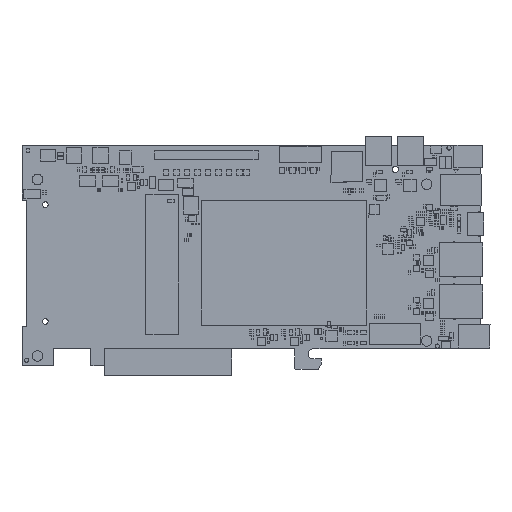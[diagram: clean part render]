
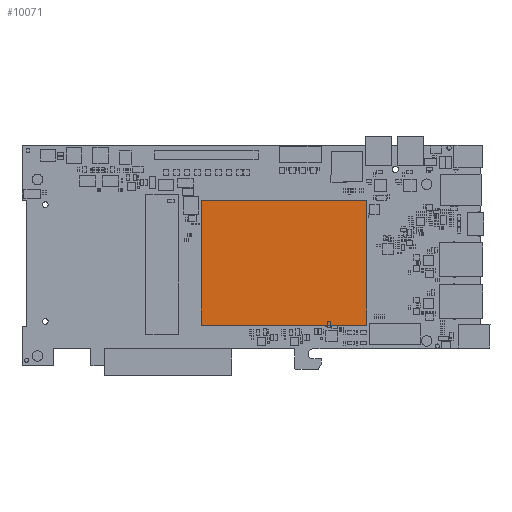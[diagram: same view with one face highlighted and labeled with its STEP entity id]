
A CAD part, top view. The second image highlights one B-rep face of the part: STEP entity #10071.
In plain terms, the highlighted planar face has unit normal (0, 0, 1).
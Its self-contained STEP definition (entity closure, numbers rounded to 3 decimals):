
#7436=FACE_OUTER_BOUND($,#8688,.F.);
#8688=EDGE_LOOP($,(#17883,#17884,#17885,#17886));
#9191=PLANE($,#13525);
#10071=ADVANCED_FACE($,(#7436),#9191,.T.);
#13525=AXIS2_PLACEMENT_3D($,#33678,#26940,$);
#17883=ORIENTED_EDGE($,*,*,#20414,.T.);
#17884=ORIENTED_EDGE($,*,*,#20415,.T.);
#17885=ORIENTED_EDGE($,*,*,#20416,.T.);
#17886=ORIENTED_EDGE($,*,*,#20417,.T.);
#20414=EDGE_CURVE($,#25838,#25839,#23836,.T.);
#20415=EDGE_CURVE($,#25839,#25840,#23837,.T.);
#20416=EDGE_CURVE($,#25840,#25841,#23838,.T.);
#20417=EDGE_CURVE($,#25841,#25838,#23839,.T.);
#22127=VECTOR($,#29969,60.152);
#22128=VECTOR($,#29970,80.152);
#22129=VECTOR($,#29971,60.152);
#22130=VECTOR($,#29972,80.152);
#23836=LINE($,#33677,#22127);
#23837=LINE($,#33678,#22128);
#23838=LINE($,#33679,#22129);
#23839=LINE($,#33680,#22130);
#25838=VERTEX_POINT($,#33677);
#25839=VERTEX_POINT($,#33678);
#25840=VERTEX_POINT($,#33679);
#25841=VERTEX_POINT($,#33680);
#26940=DIRECTION($,(0.,0.,1.));
#29969=DIRECTION($,(0.,1.,0.));
#29970=DIRECTION($,(1.,0.,0.));
#29971=DIRECTION($,(0.,-1.,0.));
#29972=DIRECTION($,(-1.,0.,0.));
#33677=CARTESIAN_POINT('',(-40.076,-30.076,3.81));
#33678=CARTESIAN_POINT('',(-40.076,30.076,3.81));
#33679=CARTESIAN_POINT('',(40.076,30.076,3.81));
#33680=CARTESIAN_POINT('',(40.076,-30.076,3.81));
